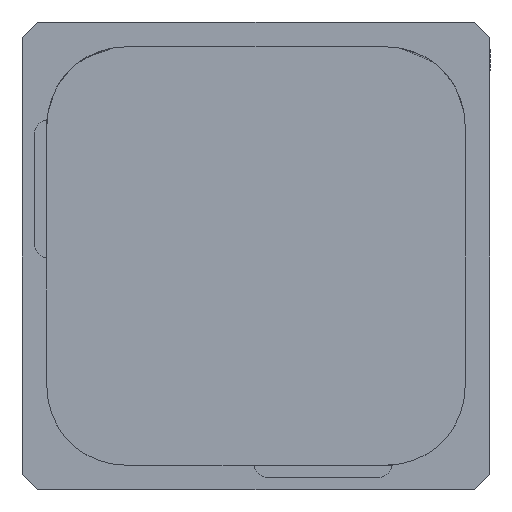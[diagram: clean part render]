
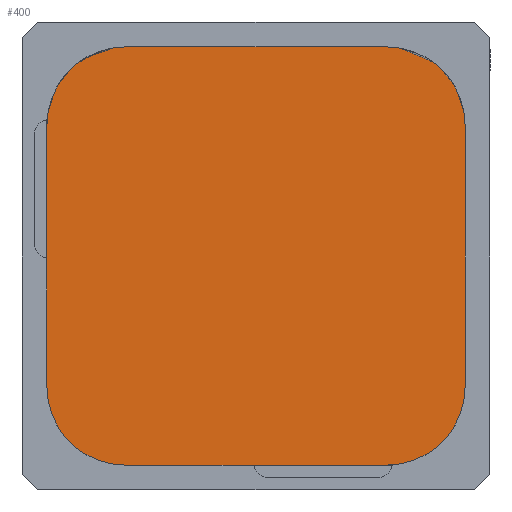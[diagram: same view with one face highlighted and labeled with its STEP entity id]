
A CAD part, front view. The second image highlights one B-rep face of the part: STEP entity #400.
In plain terms, the highlighted planar face has unit normal (0, -1, 0).
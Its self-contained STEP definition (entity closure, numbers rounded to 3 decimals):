
#119 = DIRECTION ( 'NONE',  ( 0., 0., -1. ) ) ;
#153 = DIRECTION ( 'NONE',  ( 0., 0., -1. ) ) ;
#380 = ORIENTED_EDGE ( 'NONE', *, *, #3740, .T. ) ;
#400 = ADVANCED_FACE ( 'NONE', ( #419 ), #2095, .T. ) ;
#419 = FACE_OUTER_BOUND ( 'NONE', #4446, .T. ) ;
#421 = CIRCLE ( 'NONE', #1042, 6.35 ) ;
#504 = VECTOR ( 'NONE', #119, 1000. ) ;
#510 = LINE ( 'NONE', #4729, #541 ) ;
#541 = VECTOR ( 'NONE', #2103, 1000. ) ;
#624 = CARTESIAN_POINT ( 'NONE',  ( -19.05, 17.018, 17.018 ) ) ;
#691 = CARTESIAN_POINT ( 'NONE',  ( 17.018, 17.018, 10.668 ) ) ;
#766 = DIRECTION ( 'NONE',  ( 0., -1., 0. ) ) ;
#844 = CARTESIAN_POINT ( 'NONE',  ( -10.668, 17.018, 17.018 ) ) ;
#904 = ORIENTED_EDGE ( 'NONE', *, *, #2014, .T. ) ;
#1042 = AXIS2_PLACEMENT_3D ( 'NONE', #2707, #4473, #153 ) ;
#1189 = CARTESIAN_POINT ( 'NONE',  ( 10.668, 17.018, 17.018 ) ) ;
#1243 = DIRECTION ( 'NONE',  ( 0., 0., -1. ) ) ;
#1341 = VERTEX_POINT ( 'NONE', #1189 ) ;
#1380 = VECTOR ( 'NONE', #1389, 1000. ) ;
#1389 = DIRECTION ( 'NONE',  ( -1., 0., 0. ) ) ;
#1412 = AXIS2_PLACEMENT_3D ( 'NONE', #4095, #766, #1243 ) ;
#1440 = EDGE_CURVE ( 'NONE', #2787, #1846, #4315, .T. ) ;
#1619 = CARTESIAN_POINT ( 'NONE',  ( -10.668, 17.018, -17.018 ) ) ;
#1846 = VERTEX_POINT ( 'NONE', #5027 ) ;
#2014 = EDGE_CURVE ( 'NONE', #4937, #2787, #3792, .T. ) ;
#2051 = DIRECTION ( 'NONE',  ( 0., -1., 0. ) ) ;
#2095 = PLANE ( 'NONE',  #4238 ) ;
#2103 = DIRECTION ( 'NONE',  ( -1., 0., 0. ) ) ;
#2213 = VERTEX_POINT ( 'NONE', #691 ) ;
#2273 = ORIENTED_EDGE ( 'NONE', *, *, #2629, .T. ) ;
#2282 = EDGE_CURVE ( 'NONE', #1846, #2375, #3185, .T. ) ;
#2332 = LINE ( 'NONE', #3900, #504 ) ;
#2375 = VERTEX_POINT ( 'NONE', #1619 ) ;
#2465 = EDGE_CURVE ( 'NONE', #5182, #2375, #510, .T. ) ;
#2505 = CARTESIAN_POINT ( 'NONE',  ( 17.018, 17.018, -10.668 ) ) ;
#2528 = EDGE_CURVE ( 'NONE', #2213, #1341, #3760, .T. ) ;
#2558 = EDGE_CURVE ( 'NONE', #2213, #3610, #2332, .T. ) ;
#2629 = EDGE_CURVE ( 'NONE', #1341, #4937, #4411, .T. ) ;
#2707 = CARTESIAN_POINT ( 'NONE',  ( 10.668, 17.018, -10.668 ) ) ;
#2787 = VERTEX_POINT ( 'NONE', #3019 ) ;
#2970 = CARTESIAN_POINT ( 'NONE',  ( 10.668, 17.018, -17.018 ) ) ;
#3019 = CARTESIAN_POINT ( 'NONE',  ( -17.018, 17.018, 10.668 ) ) ;
#3076 = CARTESIAN_POINT ( 'NONE',  ( 10.668, 17.018, 10.668 ) ) ;
#3185 = CIRCLE ( 'NONE', #5388, 6.35 ) ;
#3274 = CARTESIAN_POINT ( 'NONE',  ( -10.668, 17.018, -10.668 ) ) ;
#3371 = CARTESIAN_POINT ( 'NONE',  ( -19.05, 17.018, 19.05 ) ) ;
#3526 = ORIENTED_EDGE ( 'NONE', *, *, #2282, .T. ) ;
#3610 = VERTEX_POINT ( 'NONE', #2505 ) ;
#3660 = DIRECTION ( 'NONE',  ( 0., 0., -1. ) ) ;
#3678 = AXIS2_PLACEMENT_3D ( 'NONE', #3076, #4841, #4327 ) ;
#3740 = EDGE_CURVE ( 'NONE', #5182, #3610, #421, .T. ) ;
#3760 = CIRCLE ( 'NONE', #3678, 6.35 ) ;
#3792 = CIRCLE ( 'NONE', #1412, 6.35 ) ;
#3884 = ORIENTED_EDGE ( 'NONE', *, *, #2558, .F. ) ;
#3890 = CARTESIAN_POINT ( 'NONE',  ( -17.018, 17.018, 19.05 ) ) ;
#3900 = CARTESIAN_POINT ( 'NONE',  ( 17.018, 17.018, 19.05 ) ) ;
#4095 = CARTESIAN_POINT ( 'NONE',  ( -10.668, 17.018, 10.668 ) ) ;
#4158 = VECTOR ( 'NONE', #5079, 1000. ) ;
#4238 = AXIS2_PLACEMENT_3D ( 'NONE', #3371, #5468, #5059 ) ;
#4315 = LINE ( 'NONE', #3890, #4158 ) ;
#4327 = DIRECTION ( 'NONE',  ( 0., 0., -1. ) ) ;
#4411 = LINE ( 'NONE', #624, #1380 ) ;
#4435 = ORIENTED_EDGE ( 'NONE', *, *, #2528, .T. ) ;
#4446 = EDGE_LOOP ( 'NONE', ( #4608, #3526, #5348, #380, #3884, #4435, #2273, #904 ) ) ;
#4473 = DIRECTION ( 'NONE',  ( 0., -1., 0. ) ) ;
#4608 = ORIENTED_EDGE ( 'NONE', *, *, #1440, .T. ) ;
#4729 = CARTESIAN_POINT ( 'NONE',  ( -19.05, 17.018, -17.018 ) ) ;
#4841 = DIRECTION ( 'NONE',  ( 0., -1., 0. ) ) ;
#4937 = VERTEX_POINT ( 'NONE', #844 ) ;
#5027 = CARTESIAN_POINT ( 'NONE',  ( -17.018, 17.018, -10.668 ) ) ;
#5059 = DIRECTION ( 'NONE',  ( 0., 0., -1. ) ) ;
#5079 = DIRECTION ( 'NONE',  ( 0., 0., -1. ) ) ;
#5182 = VERTEX_POINT ( 'NONE', #2970 ) ;
#5348 = ORIENTED_EDGE ( 'NONE', *, *, #2465, .F. ) ;
#5388 = AXIS2_PLACEMENT_3D ( 'NONE', #3274, #2051, #3660 ) ;
#5468 = DIRECTION ( 'NONE',  ( 0., -1., 0. ) ) ;
